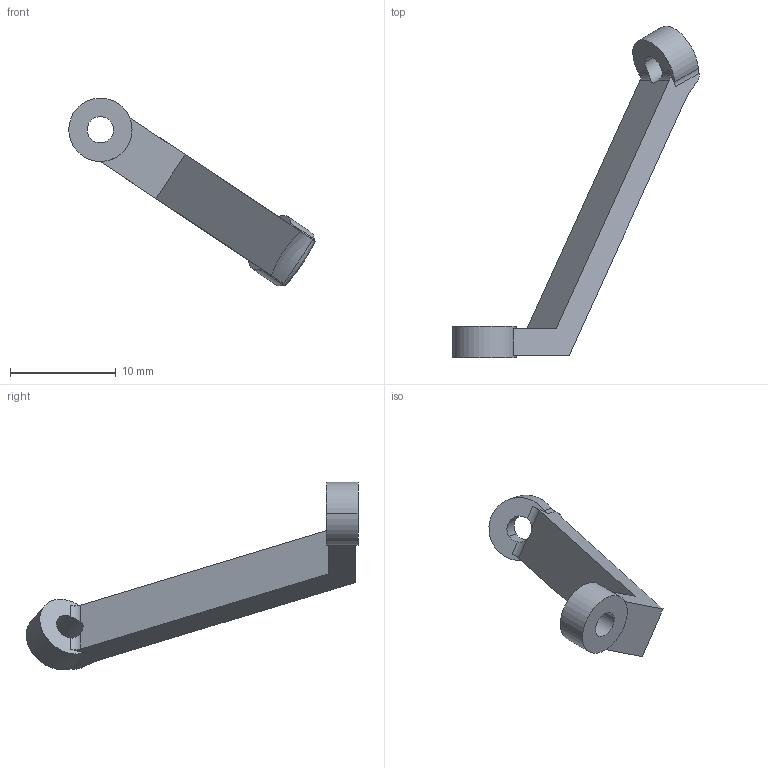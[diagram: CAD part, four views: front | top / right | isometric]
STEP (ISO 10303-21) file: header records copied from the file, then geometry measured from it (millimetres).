
FILE_DESCRIPTION((''),'2;1');
FILE_NAME('CONNECTING_ROD_3','2020-06-16T14:54:05',('EMassa'),(''),'CREO PARAMETRIC BY PTC INC, 2019344','CREO PARAMETRIC BY PTC INC, 2019344','');
FILE_SCHEMA(('CONFIG_CONTROL_DESIGN'));
Length unit declared in the file: millimetre
Products named in the file (1): CONNECTING_ROD_3
Bounding box: 23.36 x 31.47 x 17.79 mm (x, y, z)
Volume: 546.2 mm3; surface area: 718.4 mm2
Topology: 1 solids, 1 shells, 23 faces, 66 edges, 44 vertices
Faces by surface type: cylinder 11, plane 10, bspline 2
Entity records: 1091 total; most frequent: CARTESIAN_POINT 448, ORIENTED_EDGE 132, DIRECTION 119, EDGE_CURVE 66, AXIS2_PLACEMENT_3D 45, VERTEX_POINT 44, VECTOR 29, LINE 29
